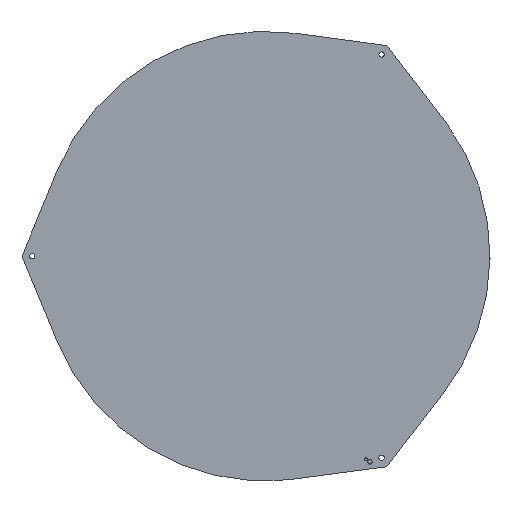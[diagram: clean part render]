
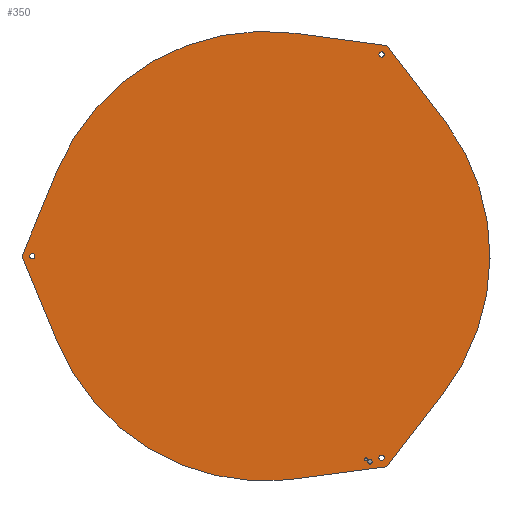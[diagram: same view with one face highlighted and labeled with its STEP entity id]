
A CAD part, front view. The second image highlights one B-rep face of the part: STEP entity #350.
In plain terms, the highlighted face is planar.
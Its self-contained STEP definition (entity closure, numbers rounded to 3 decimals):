
#30=FACE_BOUND('',#60,.T.);
#31=FACE_BOUND('',#61,.T.);
#32=FACE_BOUND('',#62,.T.);
#33=FACE_BOUND('',#63,.T.);
#34=FACE_BOUND('',#64,.T.);
#38=FACE_OUTER_BOUND('',#59,.T.);
#59=EDGE_LOOP('',(#244,#245,#246,#247,#248,#249,#250,#251,#252));
#60=EDGE_LOOP('',(#253));
#61=EDGE_LOOP('',(#254));
#62=EDGE_LOOP('',(#255));
#63=EDGE_LOOP('',(#256));
#64=EDGE_LOOP('',(#257));
#88=LINE('',#549,#117);
#89=LINE('',#551,#118);
#90=LINE('',#555,#119);
#91=LINE('',#557,#120);
#92=LINE('',#561,#121);
#93=LINE('',#562,#122);
#117=VECTOR('',#435,10.);
#118=VECTOR('',#436,10.);
#119=VECTOR('',#439,10.);
#120=VECTOR('',#440,10.);
#121=VECTOR('',#443,10.);
#122=VECTOR('',#444,10.);
#146=CIRCLE('',#387,150.);
#147=CIRCLE('',#388,150.);
#148=CIRCLE('',#389,150.);
#149=CIRCLE('',#390,1.);
#150=CIRCLE('',#391,1.5);
#151=CIRCLE('',#392,1.75);
#152=CIRCLE('',#393,1.75);
#153=CIRCLE('',#394,1.75);
#165=VERTEX_POINT('',#545);
#166=VERTEX_POINT('',#546);
#167=VERTEX_POINT('',#548);
#168=VERTEX_POINT('',#550);
#169=VERTEX_POINT('',#552);
#170=VERTEX_POINT('',#554);
#171=VERTEX_POINT('',#556);
#172=VERTEX_POINT('',#558);
#173=VERTEX_POINT('',#560);
#174=VERTEX_POINT('',#563);
#175=VERTEX_POINT('',#565);
#176=VERTEX_POINT('',#567);
#177=VERTEX_POINT('',#569);
#178=VERTEX_POINT('',#571);
#196=EDGE_CURVE('',#165,#166,#146,.T.);
#197=EDGE_CURVE('',#166,#167,#88,.T.);
#198=EDGE_CURVE('',#167,#168,#89,.T.);
#199=EDGE_CURVE('',#168,#169,#147,.T.);
#200=EDGE_CURVE('',#169,#170,#90,.T.);
#201=EDGE_CURVE('',#170,#171,#91,.T.);
#202=EDGE_CURVE('',#171,#172,#148,.T.);
#203=EDGE_CURVE('',#172,#173,#92,.T.);
#204=EDGE_CURVE('',#173,#165,#93,.T.);
#205=EDGE_CURVE('',#174,#174,#149,.T.);
#206=EDGE_CURVE('',#175,#175,#150,.T.);
#207=EDGE_CURVE('',#176,#176,#151,.T.);
#208=EDGE_CURVE('',#177,#177,#152,.T.);
#209=EDGE_CURVE('',#178,#178,#153,.T.);
#244=ORIENTED_EDGE('',*,*,#196,.T.);
#245=ORIENTED_EDGE('',*,*,#197,.T.);
#246=ORIENTED_EDGE('',*,*,#198,.T.);
#247=ORIENTED_EDGE('',*,*,#199,.T.);
#248=ORIENTED_EDGE('',*,*,#200,.T.);
#249=ORIENTED_EDGE('',*,*,#201,.T.);
#250=ORIENTED_EDGE('',*,*,#202,.T.);
#251=ORIENTED_EDGE('',*,*,#203,.T.);
#252=ORIENTED_EDGE('',*,*,#204,.T.);
#253=ORIENTED_EDGE('',*,*,#205,.T.);
#254=ORIENTED_EDGE('',*,*,#206,.T.);
#255=ORIENTED_EDGE('',*,*,#207,.T.);
#256=ORIENTED_EDGE('',*,*,#208,.T.);
#257=ORIENTED_EDGE('',*,*,#209,.T.);
#340=PLANE('',#386);
#350=ADVANCED_FACE('',(#38,#30,#31,#32,#33,#34),#340,.T.);
#386=AXIS2_PLACEMENT_3D('',#544,#431,#432);
#387=AXIS2_PLACEMENT_3D('',#547,#433,#434);
#388=AXIS2_PLACEMENT_3D('',#553,#437,#438);
#389=AXIS2_PLACEMENT_3D('',#559,#441,#442);
#390=AXIS2_PLACEMENT_3D('',#564,#445,#446);
#391=AXIS2_PLACEMENT_3D('',#566,#447,#448);
#392=AXIS2_PLACEMENT_3D('',#568,#449,#450);
#393=AXIS2_PLACEMENT_3D('',#570,#451,#452);
#394=AXIS2_PLACEMENT_3D('',#572,#453,#454);
#431=DIRECTION('center_axis',(0.,1.,0.));
#432=DIRECTION('ref_axis',(1.,0.,0.));
#433=DIRECTION('center_axis',(0.,1.,0.));
#434=DIRECTION('ref_axis',(1.,0.,0.));
#435=DIRECTION('',(0.61,0.,0.792));
#436=DIRECTION('',(0.991,0.,0.133));
#437=DIRECTION('center_axis',(0.,1.,0.));
#438=DIRECTION('ref_axis',(1.,0.,0.));
#439=DIRECTION('',(0.381,0.,-0.925));
#440=DIRECTION('',(-0.381,0.,-0.925));
#441=DIRECTION('center_axis',(0.,1.,0.));
#442=DIRECTION('ref_axis',(1.,0.,0.));
#443=DIRECTION('',(-0.991,0.,0.131));
#444=DIRECTION('',(-0.611,0.,0.792));
#445=DIRECTION('center_axis',(0.,-1.,0.));
#446=DIRECTION('ref_axis',(-1.,0.,0.));
#447=DIRECTION('center_axis',(0.,-1.,0.));
#448=DIRECTION('ref_axis',(-1.,0.,0.));
#449=DIRECTION('center_axis',(0.,-1.,0.));
#450=DIRECTION('ref_axis',(-1.,0.,0.));
#451=DIRECTION('center_axis',(0.,-1.,0.));
#452=DIRECTION('ref_axis',(-1.,0.,0.));
#453=DIRECTION('center_axis',(0.,-1.,0.));
#454=DIRECTION('ref_axis',(-1.,0.,0.));
#544=CARTESIAN_POINT('Origin',(240.684,144.,278.976));
#545=CARTESIAN_POINT('',(115.784,144.,187.393));
#546=CARTESIAN_POINT('',(113.873,144.,368.026));
#547=CARTESIAN_POINT('Origin',(234.58,144.,278.976));
#548=CARTESIAN_POINT('',(153.477,144.,419.452));
#549=CARTESIAN_POINT('',(115.954,144.,370.727));
#550=CARTESIAN_POINT('',(214.665,144.,427.648));
#551=CARTESIAN_POINT('',(187.069,144.,423.952));
#552=CARTESIAN_POINT('',(373.292,144.,336.065));
#553=CARTESIAN_POINT('Origin',(234.58,144.,278.976));
#554=CARTESIAN_POINT('',(396.788,144.,278.976));
#555=CARTESIAN_POINT('',(373.734,144.,334.991));
#556=CARTESIAN_POINT('',(373.292,144.,221.888));
#557=CARTESIAN_POINT('',(385.482,144.,251.506));
#558=CARTESIAN_POINT('',(219.776,144.,129.709));
#559=CARTESIAN_POINT('Origin',(234.58,144.,278.976));
#560=CARTESIAN_POINT('',(153.477,144.,138.501));
#561=CARTESIAN_POINT('',(220.323,144.,129.636));
#562=CARTESIAN_POINT('',(135.768,144.,161.471));
#563=CARTESIAN_POINT('',(168.304,144.,143.45));
#564=CARTESIAN_POINT('Origin',(167.304,144.,143.45));
#565=CARTESIAN_POINT('',(166.105,144.,141.775));
#566=CARTESIAN_POINT('Origin',(164.605,144.,141.775));
#567=CARTESIAN_POINT('',(158.677,144.,144.476));
#568=CARTESIAN_POINT('Origin',(156.927,144.,144.476));
#569=CARTESIAN_POINT('',(391.638,144.,278.976));
#570=CARTESIAN_POINT('Origin',(389.888,144.,278.976));
#571=CARTESIAN_POINT('',(158.677,144.,413.476));
#572=CARTESIAN_POINT('Origin',(156.927,144.,413.476));
